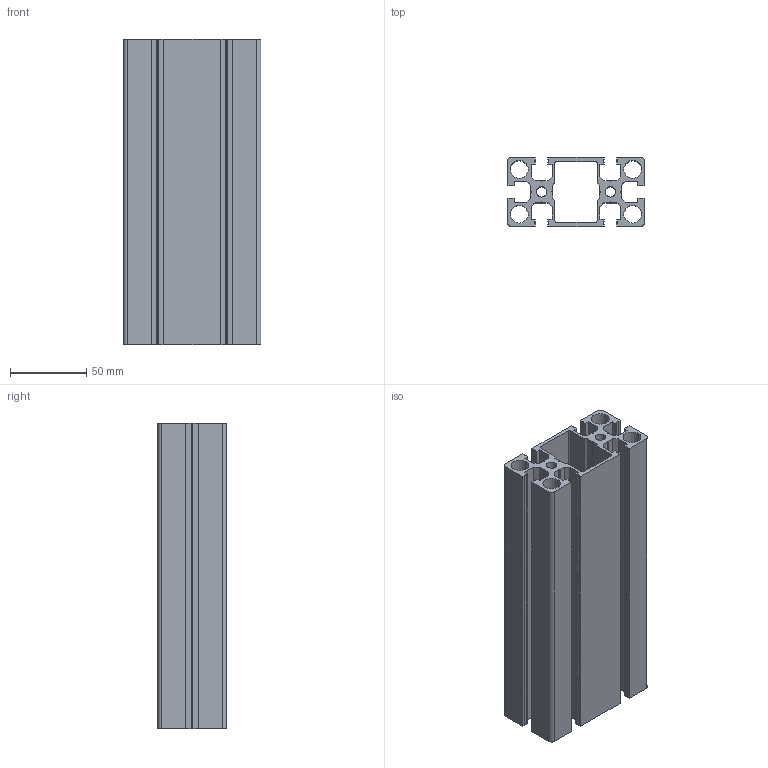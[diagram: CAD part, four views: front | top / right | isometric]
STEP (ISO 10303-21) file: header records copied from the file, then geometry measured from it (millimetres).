
FILE_DESCRIPTION (( 'STEP AP203' ), '1' );
FILE_NAME ('007551 REF 4590F.STEP', '2015-12-01T11:53:04', ( '' ), ( '' ), 'SwSTEP 2.0', 'SolidWorks 2015', '' );
FILE_SCHEMA (( 'CONFIG_CONTROL_DESIGN' ));
Length unit declared in the file: millimetre
Products named in the file (1): 007551 REF 4590F
Bounding box: 90 x 45 x 200 mm (x, y, z)
Volume: 267056 mm3; surface area: 168640.9 mm2
Topology: 1 solids, 1 shells, 156 faces, 462 edges, 308 vertices
Faces by surface type: plane 98, cylinder 46, bspline 12
Entity records: 5387 total; most frequent: CARTESIAN_POINT 1131, ORIENTED_EDGE 924, DIRECTION 820, EDGE_CURVE 462, VECTOR 346, LINE 346, VERTEX_POINT 308, AXIS2_PLACEMENT_3D 237
